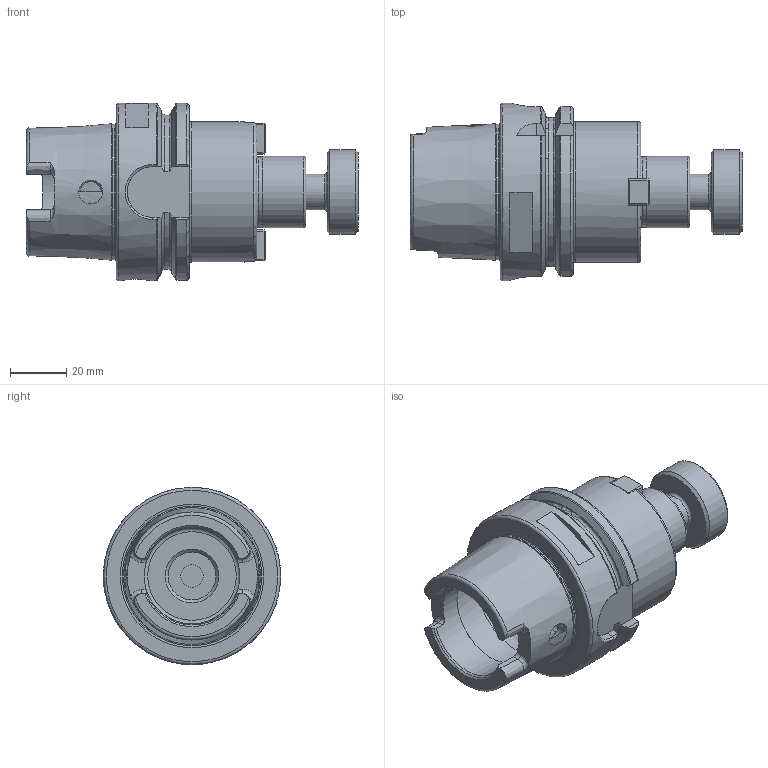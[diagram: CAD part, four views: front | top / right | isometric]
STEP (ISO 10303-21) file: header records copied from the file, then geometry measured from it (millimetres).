
FILE_DESCRIPTION(/* description */ (''),/* implementation_level */ '2;1');
FILE_NAME(/* name */ 'HSK063A-SM100-0197.stp',/* time_stamp */ '2019-07-24T16:00:15-05:00',/* author */ ('ldfli'),/* organization */ (''),/* preprocessor_version */ 'ST-DEVELOPER v18',/* originating_system */ 'Autodesk Inventor LT',/* authorisation */ '');
FILE_SCHEMA (('AUTOMOTIVE_DESIGN { 1 0 10303 214 3 1 1 }'));
Length unit declared in the file: millimetre
Products named in the file (1): HSK063A-SM100-0197
Bounding box: 118 x 63 x 63 mm (x, y, z)
Volume: 143181.8 mm3; surface area: 35071.4 mm2
Topology: 4 solids, 4 shells, 255 faces, 660 edges, 434 vertices
Faces by surface type: plane 140, cylinder 45, cone 29, torus 28, bspline 13
Full cylindrical faces by diameter (mm): 3.242 x2, 4 x2, 4.5 x2, 7 x2, 7.5 x2, 8 x3, 10 x1, 11.328 x1, 12.7 x1, 14 x1, 17 x1, 18 x1, 19 x1, 24.9 x1, 25.4 x1, 30 x1, 34 x2, 40 x1, 48.241 x1, 50 x1, 63 x1
Entity records: 9290 total; most frequent: CARTESIAN_POINT 3107, ORIENTED_EDGE 1320, DIRECTION 1237, EDGE_CURVE 660, AXIS2_PLACEMENT_3D 468, VERTEX_POINT 436, LINE 301, VECTOR 301
